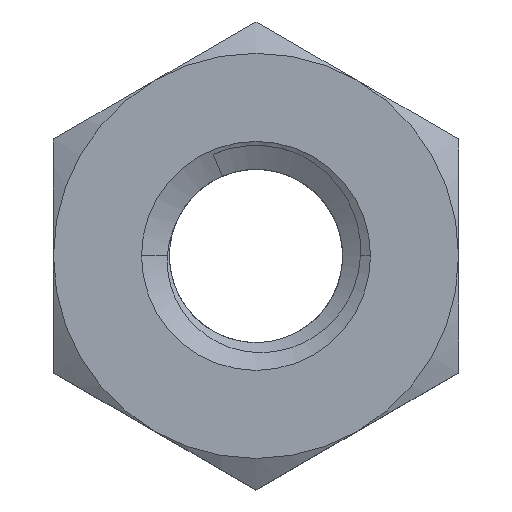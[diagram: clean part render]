
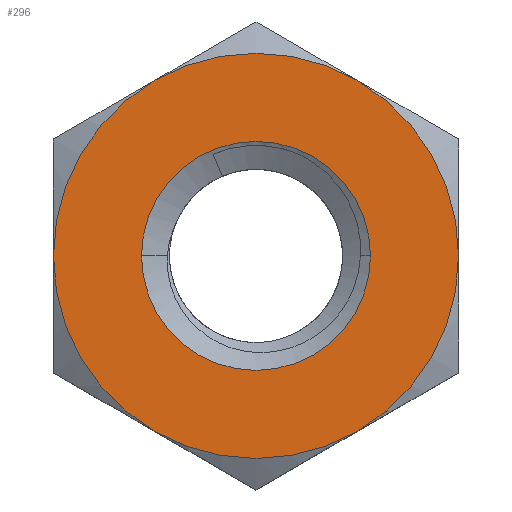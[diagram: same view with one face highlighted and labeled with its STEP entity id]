
A CAD part, top view. The second image highlights one B-rep face of the part: STEP entity #296.
In plain terms, the highlighted planar face has unit normal (0, 0, 1).
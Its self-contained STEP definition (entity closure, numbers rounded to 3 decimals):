
#11 = EDGE_CURVE ( 'NONE', #478, #1319, #585, .T. ) ;
#69 = CIRCLE ( 'NONE', #471, 2.75 ) ;
#107 = CARTESIAN_POINT ( 'NONE',  ( 1.375, 2.382, 0.9 ) ) ;
#173 = CARTESIAN_POINT ( 'NONE',  ( 0., 0., 0.9 ) ) ;
#220 = CARTESIAN_POINT ( 'NONE',  ( 1.554, 0., 0.9 ) ) ;
#226 = DIRECTION ( 'NONE',  ( 0., 0., 1. ) ) ;
#244 = CIRCLE ( 'NONE', #1424, 2.75 ) ;
#273 = DIRECTION ( 'NONE',  ( 0., 0., 1. ) ) ;
#282 = CIRCLE ( 'NONE', #763, 1.554 ) ;
#296 = ADVANCED_FACE ( 'NONE', ( #1099, #1681 ), #753, .T. ) ;
#297 = DIRECTION ( 'NONE',  ( 1., 0., 0. ) ) ;
#305 = CIRCLE ( 'NONE', #1247, 2.75 ) ;
#307 = VERTEX_POINT ( 'NONE', #1550 ) ;
#312 = AXIS2_PLACEMENT_3D ( 'NONE', #345, #1544, #1274 ) ;
#332 = CARTESIAN_POINT ( 'NONE',  ( 0., 0., 0.9 ) ) ;
#345 = CARTESIAN_POINT ( 'NONE',  ( 0., 0., 0.9 ) ) ;
#348 = CARTESIAN_POINT ( 'NONE',  ( -1.375, 2.382, 0.9 ) ) ;
#415 = DIRECTION ( 'NONE',  ( 1., 0., 0. ) ) ;
#445 = AXIS2_PLACEMENT_3D ( 'NONE', #492, #226, #1671 ) ;
#466 = DIRECTION ( 'NONE',  ( 0., 0., 1. ) ) ;
#468 = CARTESIAN_POINT ( 'NONE',  ( -2.75, 0., 0.9 ) ) ;
#471 = AXIS2_PLACEMENT_3D ( 'NONE', #1095, #949, #297 ) ;
#478 = VERTEX_POINT ( 'NONE', #850 ) ;
#492 = CARTESIAN_POINT ( 'NONE',  ( 0., 0., 0.9 ) ) ;
#518 = VERTEX_POINT ( 'NONE', #1111 ) ;
#549 = ORIENTED_EDGE ( 'NONE', *, *, #1070, .T. ) ;
#555 = EDGE_LOOP ( 'NONE', ( #862, #575 ) ) ;
#575 = ORIENTED_EDGE ( 'NONE', *, *, #11, .F. ) ;
#585 = CIRCLE ( 'NONE', #1050, 1.554 ) ;
#603 = VERTEX_POINT ( 'NONE', #1513 ) ;
#674 = VERTEX_POINT ( 'NONE', #348 ) ;
#693 = DIRECTION ( 'NONE',  ( 0., 0., 1. ) ) ;
#706 = ORIENTED_EDGE ( 'NONE', *, *, #1013, .T. ) ;
#710 = CARTESIAN_POINT ( 'NONE',  ( 0., 0., 0.9 ) ) ;
#724 = VERTEX_POINT ( 'NONE', #107 ) ;
#727 = EDGE_CURVE ( 'NONE', #1315, #603, #938, .T. ) ;
#737 = ORIENTED_EDGE ( 'NONE', *, *, #1487, .T. ) ;
#740 = ORIENTED_EDGE ( 'NONE', *, *, #727, .T. ) ;
#743 = DIRECTION ( 'NONE',  ( 1., 0., 0. ) ) ;
#753 = PLANE ( 'NONE',  #312 ) ;
#763 = AXIS2_PLACEMENT_3D ( 'NONE', #710, #1622, #415 ) ;
#825 = DIRECTION ( 'NONE',  ( 1., 0., 0. ) ) ;
#850 = CARTESIAN_POINT ( 'NONE',  ( -1.554, 0., 0.9 ) ) ;
#852 = DIRECTION ( 'NONE',  ( 0., 0., 1. ) ) ;
#862 = ORIENTED_EDGE ( 'NONE', *, *, #1358, .F. ) ;
#898 = DIRECTION ( 'NONE',  ( 0., 0., 1. ) ) ;
#938 = CIRCLE ( 'NONE', #1107, 2.75 ) ;
#949 = DIRECTION ( 'NONE',  ( 0., 0., 1. ) ) ;
#971 = EDGE_CURVE ( 'NONE', #307, #518, #305, .T. ) ;
#982 = CIRCLE ( 'NONE', #445, 2.75 ) ;
#1013 = EDGE_CURVE ( 'NONE', #603, #307, #244, .T. ) ;
#1050 = AXIS2_PLACEMENT_3D ( 'NONE', #1494, #693, #1079 ) ;
#1070 = EDGE_CURVE ( 'NONE', #674, #1315, #982, .T. ) ;
#1079 = DIRECTION ( 'NONE',  ( 1., 0., 0. ) ) ;
#1095 = CARTESIAN_POINT ( 'NONE',  ( 0., 0., 0.9 ) ) ;
#1099 = FACE_BOUND ( 'NONE', #555, .T. ) ;
#1107 = AXIS2_PLACEMENT_3D ( 'NONE', #1543, #898, #1531 ) ;
#1111 = CARTESIAN_POINT ( 'NONE',  ( 2.75, 0., 0.9 ) ) ;
#1175 = EDGE_CURVE ( 'NONE', #724, #674, #1572, .T. ) ;
#1247 = AXIS2_PLACEMENT_3D ( 'NONE', #173, #273, #825 ) ;
#1274 = DIRECTION ( 'NONE',  ( 1., 0., 0. ) ) ;
#1279 = DIRECTION ( 'NONE',  ( 1., 0., 0. ) ) ;
#1315 = VERTEX_POINT ( 'NONE', #468 ) ;
#1319 = VERTEX_POINT ( 'NONE', #220 ) ;
#1358 = EDGE_CURVE ( 'NONE', #1319, #478, #282, .T. ) ;
#1424 = AXIS2_PLACEMENT_3D ( 'NONE', #1634, #852, #743 ) ;
#1487 = EDGE_CURVE ( 'NONE', #518, #724, #69, .T. ) ;
#1494 = CARTESIAN_POINT ( 'NONE',  ( 0., 0., 0.9 ) ) ;
#1513 = CARTESIAN_POINT ( 'NONE',  ( -1.375, -2.382, 0.9 ) ) ;
#1516 = ORIENTED_EDGE ( 'NONE', *, *, #971, .T. ) ;
#1523 = ORIENTED_EDGE ( 'NONE', *, *, #1175, .T. ) ;
#1531 = DIRECTION ( 'NONE',  ( 1., 0., 0. ) ) ;
#1543 = CARTESIAN_POINT ( 'NONE',  ( 0., 0., 0.9 ) ) ;
#1544 = DIRECTION ( 'NONE',  ( 0., 0., 1. ) ) ;
#1547 = EDGE_LOOP ( 'NONE', ( #1516, #737, #1523, #549, #740, #706 ) ) ;
#1550 = CARTESIAN_POINT ( 'NONE',  ( 1.375, -2.382, 0.9 ) ) ;
#1572 = CIRCLE ( 'NONE', #1664, 2.75 ) ;
#1622 = DIRECTION ( 'NONE',  ( 0., 0., 1. ) ) ;
#1634 = CARTESIAN_POINT ( 'NONE',  ( 0., 0., 0.9 ) ) ;
#1664 = AXIS2_PLACEMENT_3D ( 'NONE', #332, #466, #1279 ) ;
#1671 = DIRECTION ( 'NONE',  ( 1., 0., 0. ) ) ;
#1681 = FACE_OUTER_BOUND ( 'NONE', #1547, .T. ) ;
